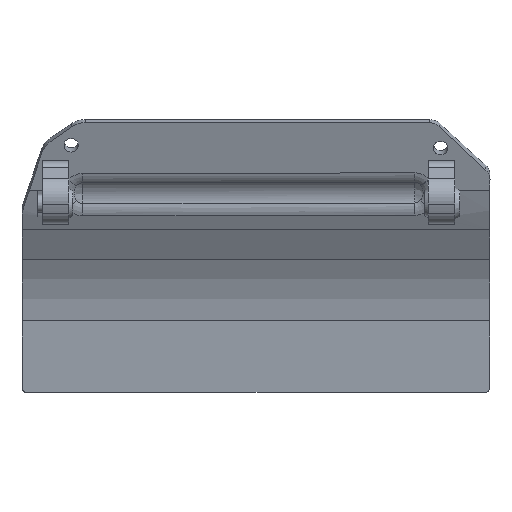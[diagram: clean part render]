
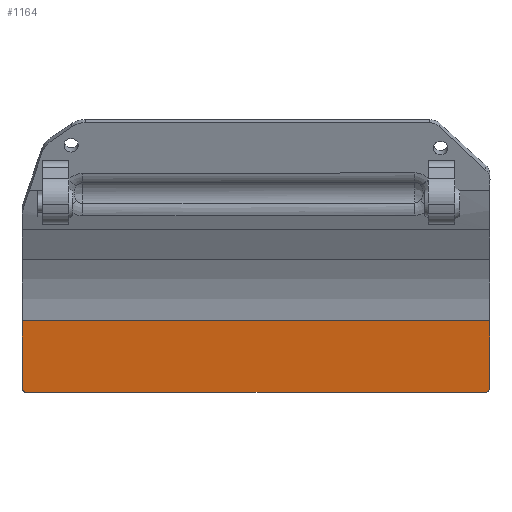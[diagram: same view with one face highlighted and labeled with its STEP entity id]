
A CAD part, top view. The second image highlights one B-rep face of the part: STEP entity #1164.
In plain terms, the highlighted planar face has unit normal (0, -0.124, 0.992).
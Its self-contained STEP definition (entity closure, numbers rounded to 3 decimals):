
#37=ELLIPSE('',#1266,1.213,1.);
#38=ELLIPSE('',#1267,1.213,1.);
#112=PLANE('',#1265);
#143=FACE_OUTER_BOUND('',#211,.T.);
#211=EDGE_LOOP('',(#852,#853,#854,#855,#856,#857));
#293=LINE('',#1840,#366);
#299=LINE('',#1853,#372);
#305=LINE('',#1885,#378);
#307=LINE('',#1892,#380);
#366=VECTOR('',#1418,10.);
#372=VECTOR('',#1426,10.);
#378=VECTOR('',#1442,10.);
#380=VECTOR('',#1450,10.);
#508=VERTEX_POINT('',#1837);
#509=VERTEX_POINT('',#1839);
#514=VERTEX_POINT('',#1850);
#515=VERTEX_POINT('',#1852);
#521=VERTEX_POINT('',#1889);
#522=VERTEX_POINT('',#1891);
#635=EDGE_CURVE('',#508,#509,#293,.T.);
#641=EDGE_CURVE('',#514,#515,#299,.T.);
#651=EDGE_CURVE('',#515,#508,#305,.T.);
#653=EDGE_CURVE('',#521,#514,#37,.T.);
#654=EDGE_CURVE('',#521,#522,#307,.T.);
#655=EDGE_CURVE('',#509,#522,#38,.T.);
#852=ORIENTED_EDGE('',*,*,#651,.F.);
#853=ORIENTED_EDGE('',*,*,#641,.F.);
#854=ORIENTED_EDGE('',*,*,#653,.F.);
#855=ORIENTED_EDGE('',*,*,#654,.T.);
#856=ORIENTED_EDGE('',*,*,#655,.F.);
#857=ORIENTED_EDGE('',*,*,#635,.F.);
#1164=ADVANCED_FACE('',(#143),#112,.T.);
#1265=AXIS2_PLACEMENT_3D('',#1888,#1446,#1447);
#1266=AXIS2_PLACEMENT_3D('',#1890,#1448,#1449);
#1267=AXIS2_PLACEMENT_3D('',#1893,#1451,#1452);
#1418=DIRECTION('',(0.,-0.992,-0.124));
#1426=DIRECTION('',(0.,0.992,0.124));
#1442=DIRECTION('',(1.,0.,0.));
#1446=DIRECTION('center_axis',(0.,-0.124,
0.992));
#1447=DIRECTION('ref_axis',(0.,-0.992,-0.124));
#1448=DIRECTION('center_axis',(0.,0.124,
-0.992));
#1449=DIRECTION('ref_axis',(0.,-0.992,-0.124));
#1450=DIRECTION('',(1.,0.,0.));
#1451=DIRECTION('center_axis',(0.,0.124,
-0.992));
#1452=DIRECTION('ref_axis',(0.,-0.992,-0.124));
#1837=CARTESIAN_POINT('',(25.844,316.169,87.24));
#1839=CARTESIAN_POINT('',(25.844,302.506,85.529));
#1840=CARTESIAN_POINT('',(25.844,250.141,78.972));
#1850=CARTESIAN_POINT('',(-71.248,302.506,85.529));
#1852=CARTESIAN_POINT('',(-71.248,316.169,87.24));
#1853=CARTESIAN_POINT('',(-71.248,316.764,87.315));
#1885=CARTESIAN_POINT('',(-71.898,316.169,87.24));
#1888=CARTESIAN_POINT('Origin',(-74.398,321.716,87.935));
#1889=CARTESIAN_POINT('',(-70.248,301.302,85.379));
#1890=CARTESIAN_POINT('Origin',(-70.248,302.506,85.529));
#1891=CARTESIAN_POINT('',(24.844,301.302,85.379));
#1892=CARTESIAN_POINT('',(-74.398,301.302,85.379));
#1893=CARTESIAN_POINT('Origin',(24.844,302.506,85.529));
